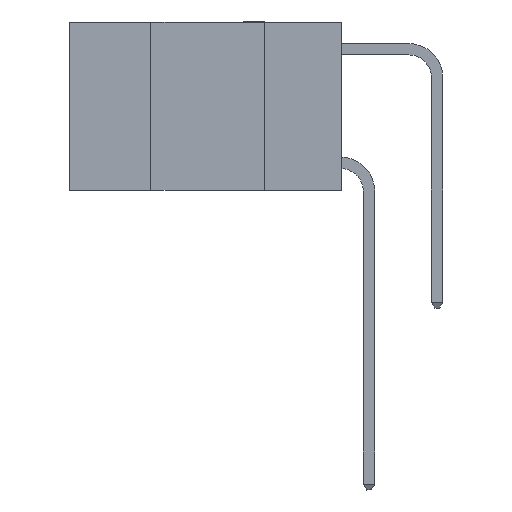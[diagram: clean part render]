
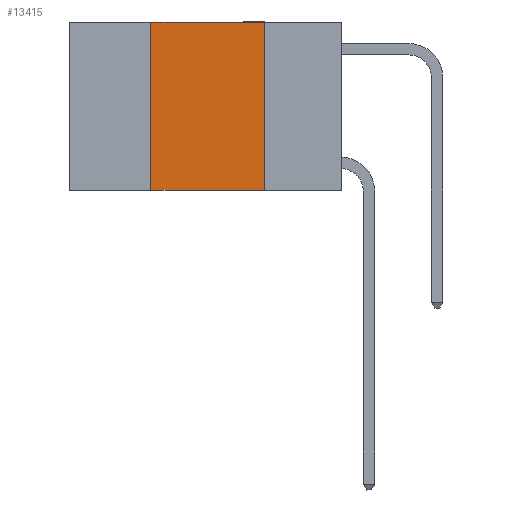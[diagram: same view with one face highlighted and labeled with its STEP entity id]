
A CAD part, left-side view. The second image highlights one B-rep face of the part: STEP entity #13415.
In plain terms, the highlighted planar face has unit normal (-1, 0, 0).
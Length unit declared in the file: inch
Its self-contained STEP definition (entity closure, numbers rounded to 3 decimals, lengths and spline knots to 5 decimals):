
#308 = PLANE ( 'NONE',  #1787 ) ;
#740 = LINE ( 'NONE', #6010, #1491 ) ;
#968 = VERTEX_POINT ( 'NONE', #2464 ) ;
#1491 = VECTOR ( 'NONE', #8337, 39.37008 ) ;
#1787 = AXIS2_PLACEMENT_3D ( 'NONE', #12960, #2678, #3820 ) ;
#1903 = EDGE_CURVE ( 'NONE', #12687, #9568, #5273, .T. ) ;
#2456 = CARTESIAN_POINT ( 'NONE',  ( 0., 0.17, 0. ) ) ;
#2464 = CARTESIAN_POINT ( 'NONE',  ( 0., 0.42, 0. ) ) ;
#2570 = VECTOR ( 'NONE', #6493, 39.37008 ) ;
#2678 = DIRECTION ( 'NONE',  ( 1., 0., 0. ) ) ;
#2769 = FACE_OUTER_BOUND ( 'NONE', #2888, .T. ) ;
#2888 = EDGE_LOOP ( 'NONE', ( #4759, #10769, #10487, #13510 ) ) ;
#3820 = DIRECTION ( 'NONE',  ( 0., 0., -1. ) ) ;
#4052 = CARTESIAN_POINT ( 'NONE',  ( 0., 0.6, -0.37 ) ) ;
#4304 = LINE ( 'NONE', #10989, #4895 ) ;
#4533 = CARTESIAN_POINT ( 'NONE',  ( 0., 0.42, -0.37 ) ) ;
#4552 = EDGE_CURVE ( 'NONE', #10560, #9568, #13931, .T. ) ;
#4759 = ORIENTED_EDGE ( 'NONE', *, *, #4552, .F. ) ;
#4895 = VECTOR ( 'NONE', #12154, 39.37008 ) ;
#5129 = CARTESIAN_POINT ( 'NONE',  ( 0., 0.17, 0. ) ) ;
#5273 = LINE ( 'NONE', #4052, #2570 ) ;
#6010 = CARTESIAN_POINT ( 'NONE',  ( 0., 0.42, 0. ) ) ;
#6493 = DIRECTION ( 'NONE',  ( 0., -1., 0. ) ) ;
#7445 = EDGE_CURVE ( 'NONE', #12687, #968, #740, .T. ) ;
#8251 = CARTESIAN_POINT ( 'NONE',  ( 0., 0.17, -0.37 ) ) ;
#8337 = DIRECTION ( 'NONE',  ( 0., 0., 1. ) ) ;
#8943 = EDGE_CURVE ( 'NONE', #968, #10560, #4304, .T. ) ;
#9404 = DIRECTION ( 'NONE',  ( 0., 0., -1. ) ) ;
#9568 = VERTEX_POINT ( 'NONE', #8251 ) ;
#10487 = ORIENTED_EDGE ( 'NONE', *, *, #7445, .F. ) ;
#10560 = VERTEX_POINT ( 'NONE', #5129 ) ;
#10769 = ORIENTED_EDGE ( 'NONE', *, *, #8943, .F. ) ;
#10940 = VECTOR ( 'NONE', #9404, 39.37008 ) ;
#10989 = CARTESIAN_POINT ( 'NONE',  ( 0., 0.6, 0. ) ) ;
#12154 = DIRECTION ( 'NONE',  ( 0., -1., 0. ) ) ;
#12687 = VERTEX_POINT ( 'NONE', #4533 ) ;
#12960 = CARTESIAN_POINT ( 'NONE',  ( 0., 0.6, 0. ) ) ;
#13415 = ADVANCED_FACE ( 'NONE', ( #2769 ), #308, .F. ) ;
#13510 = ORIENTED_EDGE ( 'NONE', *, *, #1903, .T. ) ;
#13931 = LINE ( 'NONE', #2456, #10940 ) ;
